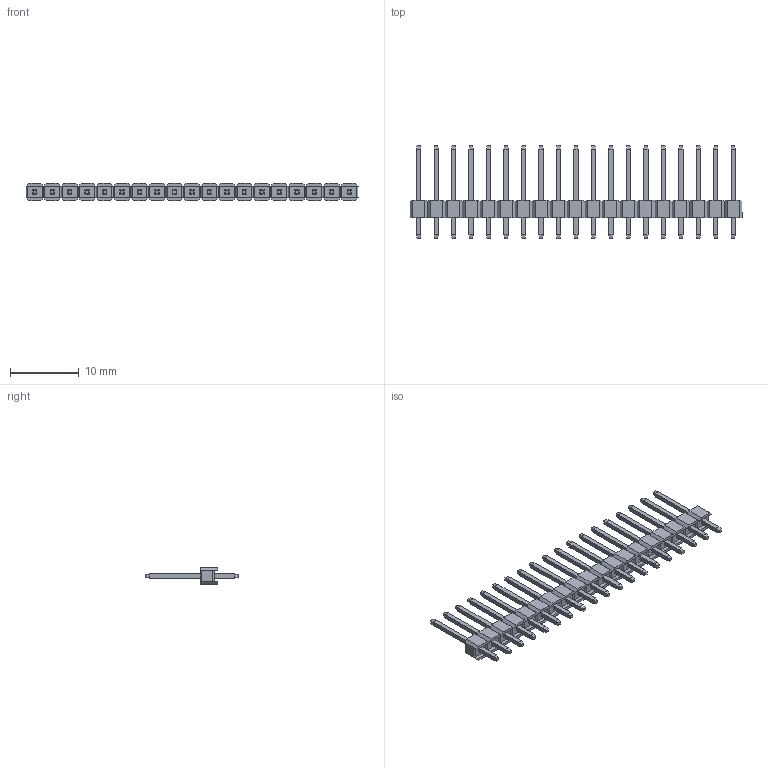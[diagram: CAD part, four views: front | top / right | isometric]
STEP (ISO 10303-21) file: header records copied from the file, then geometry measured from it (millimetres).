
FILE_DESCRIPTION (( 'STEP AP214' ), '1' );
FILE_NAME ('1x19 Male Pin Header.STEP', '2021-11-12T15:32:22', ( 'M.B.I.' ), ( '' ), 'SwSTEP 2.0', '', '' );
FILE_SCHEMA (( 'AUTOMOTIVE_DESIGN' ));
Length unit declared in the file: millimetre
Products named in the file (1): 1x19 Male Pin Header
Bounding box: 48.27 x 13.54 x 2.5 mm (x, y, z)
Volume: 331.4 mm3; surface area: 1315.4 mm2
Topology: 20 solids, 20 shells, 730 faces, 1876 edges, 1186 vertices
Faces by surface type: plane 730
Entity records: 21709 total; most frequent: CARTESIAN_POINT 3793, ORIENTED_EDGE 3752, DIRECTION 3338, VECTOR 1876, LINE 1876, EDGE_CURVE 1876, VERTEX_POINT 1186, EDGE_LOOP 768
